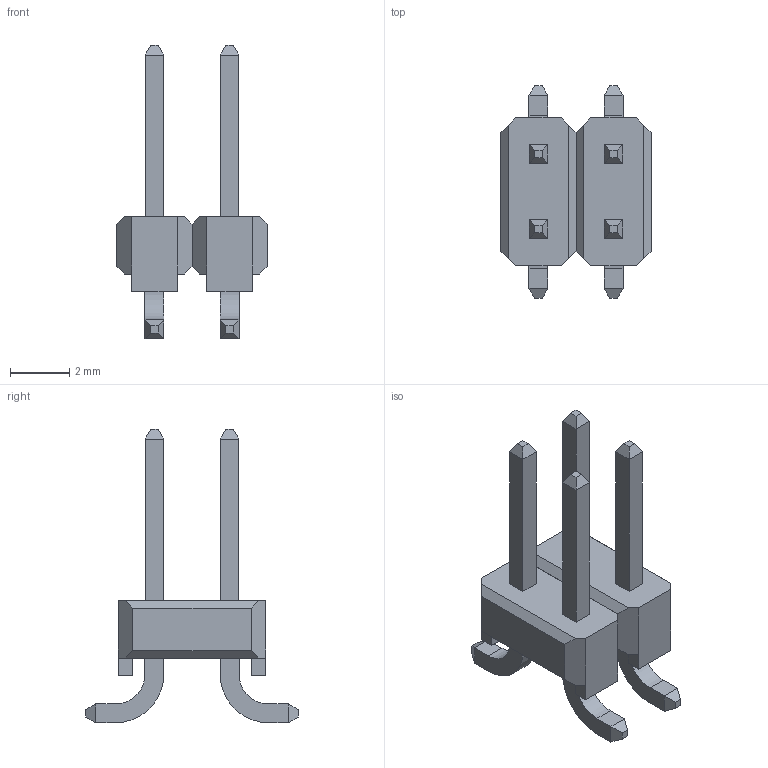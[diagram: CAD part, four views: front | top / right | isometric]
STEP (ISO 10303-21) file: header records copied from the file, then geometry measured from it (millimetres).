
FILE_DESCRIPTION((''),'2;1');
FILE_NAME('HARWIN_M20-8760242.stp','2013-12-10T10:03:52',(''),(''),'Mechanical Desktop 2011','Mechanical Desktop 2011',', , ');
FILE_SCHEMA(('AUTOMOTIVE_DESIGN { 1 2 10303 214 1 1 1 1 }'));
Length unit declared in the file: millimetre
Products named in the file (1): Product
Bounding box: 5.08 x 7.2 x 9.93 mm (x, y, z)
Volume: 63 mm3; surface area: 194.6 mm2
Topology: 9 solids, 9 shells, 138 faces, 316 edges, 196 vertices
Faces by surface type: plane 106, bspline 24, cylinder 8
Entity records: 3815 total; most frequent: CARTESIAN_POINT 723, ORIENTED_EDGE 632, DIRECTION 562, EDGE_CURVE 316, VECTOR 300, LINE 300, VERTEX_POINT 196, EDGE_LOOP 138
